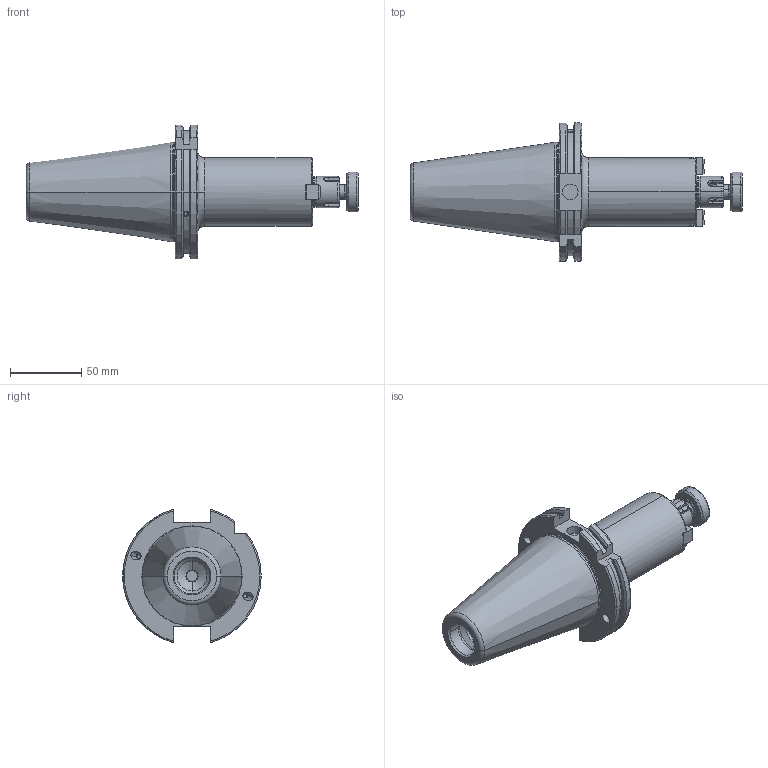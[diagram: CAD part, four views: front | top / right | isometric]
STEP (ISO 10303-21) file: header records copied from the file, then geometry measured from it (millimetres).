
FILE_DESCRIPTION (( 'STEP AP203' ), '1' );
FILE_NAME ('SK50 SMS22 100 FTC WW.STEP', '2014-12-02T11:25:01', ( 'FALCON' ), ( '' ), 'SwSTEP 2.0', 'SolidWorks 2009', '' );
FILE_SCHEMA (( 'CONFIG_CONTROL_DESIGN' ));
Length unit declared in the file: millimetre
Products named in the file (8): CCS-M10-22; M5X12_DIN 912 M5 x 12 --- 12N; CCS-M10-22-1; SK50 SMS22 100 FTC WW; CCS-M10-22-2; KEY 10x12x10 - 22; M4X4_DIN 913 - M4 x 4-N
Assembly tree (10 placements, depth 3):
  SK50 SMS22 100 FTC WW
    M5X12_DIN 912 M5 x 12 --- 12N  x2
    KEY 10x12x10 - 22  x2
    M4X4_DIN 913 - M4 x 4-N  x2
    CCS-M10-22
      CCS-M10-22-1
      CCS-M10-22-2
    SK50 SMS22 100 FTC WW
Bounding box: 233.75 x 97.5 x 94.05 mm (x, y, z)
Volume: 489716.1 mm3; surface area: 65795.6 mm2
Topology: 9 solids, 9 shells, 347 faces, 847 edges, 518 vertices
Faces by surface type: plane 138, cylinder 99, cone 62, torus 40, sphere 8
Entity records: 10434 total; most frequent: CARTESIAN_POINT 2715, DIRECTION 1466, ORIENTED_EDGE 1406, EDGE_CURVE 703, AXIS2_PLACEMENT_3D 572, VERTEX_POINT 437, VECTOR 322, LINE 322
